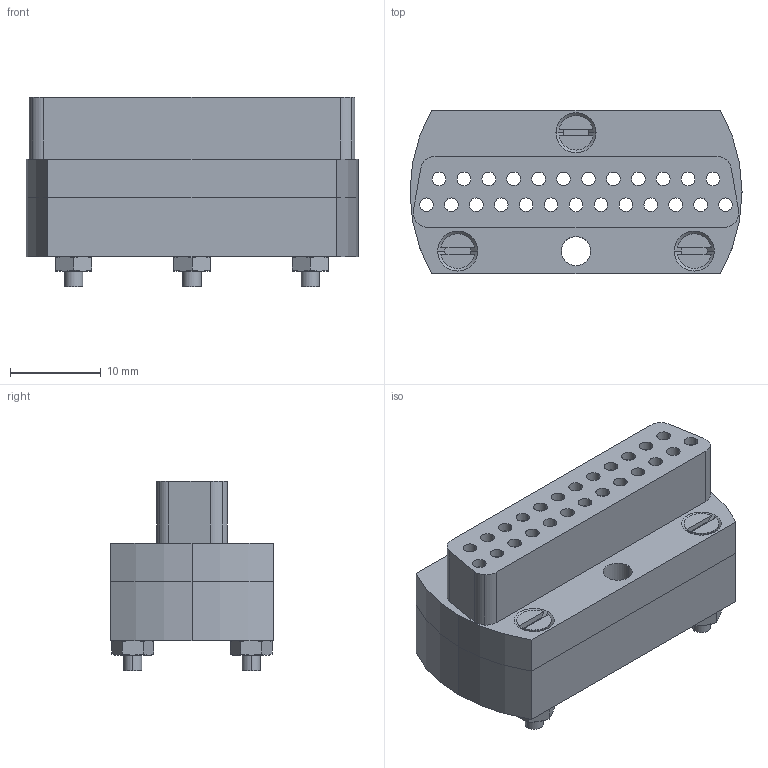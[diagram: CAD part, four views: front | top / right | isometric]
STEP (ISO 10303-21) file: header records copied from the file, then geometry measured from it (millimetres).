
FILE_DESCRIPTION(('STEP AP214'),'1');
FILE_NAME('tmp0.STP',' ',(' '),(' '),'XStep 1.0',' ',' ');
FILE_SCHEMA(('automotive_design'));
Length unit declared in the file: millimetre
Products named in the file (8): AL-080INIA|AL-080INI;B2D; AL-079INIA|AL-079INI;B2D
Bounding box: 36.5 x 18 x 20.8 mm (x, y, z)
Volume: 7150.2 mm3; surface area: 7402.6 mm2
Topology: 8 solids, 8 shells, 421 faces, 996 edges, 642 vertices
Faces by surface type: cylinder 250, plane 105, cone 66
Entity records: 16047 total; most frequent: DIRECTION 2342, CARTESIAN_POINT 2235, ORIENTED_EDGE 1992, AXIS2_PLACEMENT_3D 1001, EDGE_CURVE 996, VERTEX_POINT 642, EDGE_LOOP 594, CIRCLE 572
